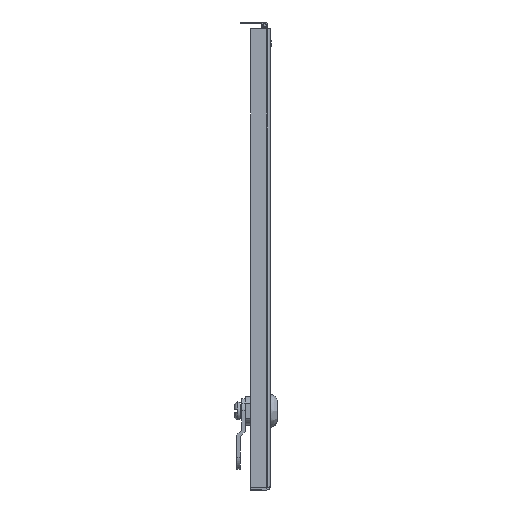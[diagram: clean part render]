
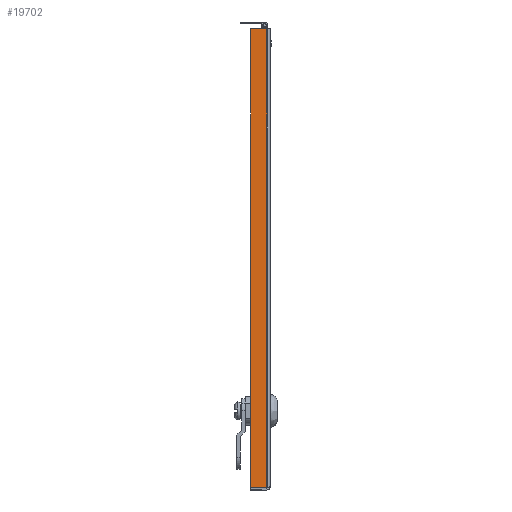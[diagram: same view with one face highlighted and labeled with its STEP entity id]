
A CAD part, left-side view. The second image highlights one B-rep face of the part: STEP entity #19702.
In plain terms, the highlighted planar face has unit normal (-1, 0, 0).
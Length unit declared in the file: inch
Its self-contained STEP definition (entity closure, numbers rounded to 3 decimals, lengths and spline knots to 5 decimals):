
#738 = CARTESIAN_POINT ( 'NONE',  ( -12.297, 0.057, 5.875 ) ) ;
#1415 = PLANE ( 'NONE',  #6183 ) ;
#1773 = DIRECTION ( 'NONE',  ( 1., 0., 0. ) ) ;
#1805 = LINE ( 'NONE', #27567, #16692 ) ;
#4544 = DIRECTION ( 'NONE',  ( 0., 0., -1. ) ) ;
#5133 = ORIENTED_EDGE ( 'NONE', *, *, #14728, .F. ) ;
#5510 = VECTOR ( 'NONE', #24949, 39.37008 ) ;
#6183 = AXIS2_PLACEMENT_3D ( 'NONE', #22364, #1773, #30591 ) ;
#6957 = LINE ( 'NONE', #27712, #30902 ) ;
#9007 = CARTESIAN_POINT ( 'NONE',  ( -12.297, 0., -5.81789 ) ) ;
#13795 = DIRECTION ( 'NONE',  ( 0., -1., 0. ) ) ;
#14728 = EDGE_CURVE ( 'NONE', #27282, #32006, #1805, .T. ) ;
#15261 = CARTESIAN_POINT ( 'NONE',  ( -12.297, 0.086, -5.81789 ) ) ;
#16532 = LINE ( 'NONE', #738, #27449 ) ;
#16692 = VECTOR ( 'NONE', #29797, 39.37008 ) ;
#16937 = VERTEX_POINT ( 'NONE', #15261 ) ;
#17118 = CARTESIAN_POINT ( 'NONE',  ( -12.297, 0.086, 5.875 ) ) ;
#17200 = EDGE_LOOP ( 'NONE', ( #28343, #5133, #28386, #25598 ) ) ;
#17236 = LINE ( 'NONE', #9007, #5510 ) ;
#17275 = EDGE_CURVE ( 'NONE', #30705, #16937, #6957, .T. ) ;
#19596 = CARTESIAN_POINT ( 'NONE',  ( -12.297, 0.5, 5.875 ) ) ;
#19702 = ADVANCED_FACE ( 'NONE', ( #19802 ), #1415, .F. ) ;
#19802 = FACE_OUTER_BOUND ( 'NONE', #17200, .T. ) ;
#22319 = CARTESIAN_POINT ( 'NONE',  ( -12.297, 0.5, -5.81789 ) ) ;
#22364 = CARTESIAN_POINT ( 'NONE',  ( -12.297, 0., -23.414 ) ) ;
#24949 = DIRECTION ( 'NONE',  ( 0., 1., 0. ) ) ;
#24984 = EDGE_CURVE ( 'NONE', #16937, #27282, #17236, .T. ) ;
#25598 = ORIENTED_EDGE ( 'NONE', *, *, #17275, .F. ) ;
#27282 = VERTEX_POINT ( 'NONE', #22319 ) ;
#27449 = VECTOR ( 'NONE', #13795, 39.37008 ) ;
#27567 = CARTESIAN_POINT ( 'NONE',  ( -12.297, 0.5, -23.414 ) ) ;
#27712 = CARTESIAN_POINT ( 'NONE',  ( -12.297, 0.086, 5.875 ) ) ;
#28343 = ORIENTED_EDGE ( 'NONE', *, *, #33044, .F. ) ;
#28386 = ORIENTED_EDGE ( 'NONE', *, *, #24984, .F. ) ;
#29797 = DIRECTION ( 'NONE',  ( 0., 0., 1. ) ) ;
#30591 = DIRECTION ( 'NONE',  ( 0., 0., -1. ) ) ;
#30705 = VERTEX_POINT ( 'NONE', #17118 ) ;
#30902 = VECTOR ( 'NONE', #4544, 39.37008 ) ;
#32006 = VERTEX_POINT ( 'NONE', #19596 ) ;
#33044 = EDGE_CURVE ( 'NONE', #32006, #30705, #16532, .T. ) ;
